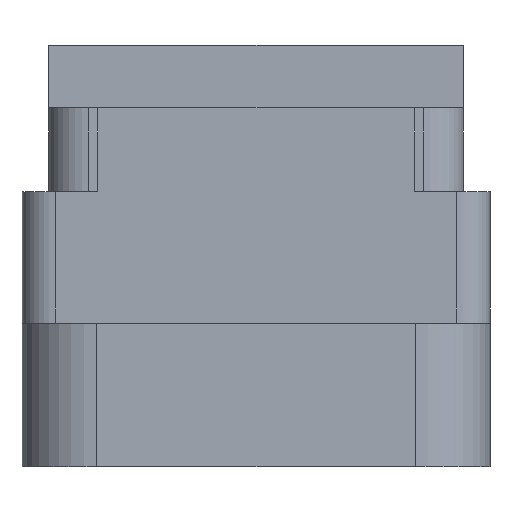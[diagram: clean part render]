
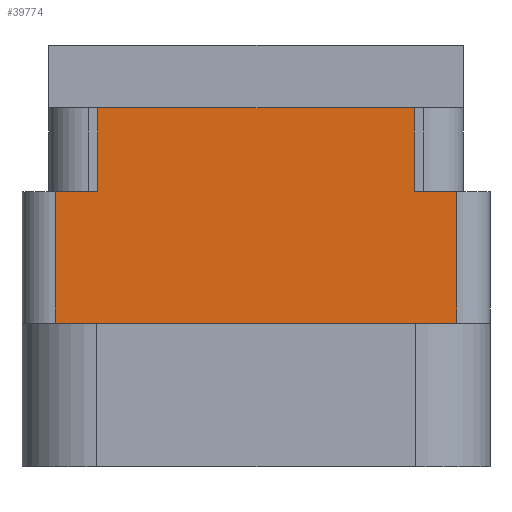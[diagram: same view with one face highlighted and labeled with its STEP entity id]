
A CAD part, left-side view. The second image highlights one B-rep face of the part: STEP entity #39774.
In plain terms, the highlighted planar face has unit normal (-1, 0, 0).
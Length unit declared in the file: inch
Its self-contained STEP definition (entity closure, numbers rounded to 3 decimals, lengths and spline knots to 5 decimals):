
#1751 = CARTESIAN_POINT ( 'NONE',  ( -1.2955, 0.296, -0.274 ) ) ;
#2192 = ORIENTED_EDGE ( 'NONE', *, *, #41471, .F. ) ;
#2559 = CARTESIAN_POINT ( 'NONE',  ( -1.2955, 0.296, -0.274 ) ) ;
#3630 = DIRECTION ( 'NONE',  ( 0., 0., 1. ) ) ;
#4693 = LINE ( 'NONE', #1751, #42750 ) ;
#6289 = DIRECTION ( 'NONE',  ( 0., 0., -1. ) ) ;
#6290 = CARTESIAN_POINT ( 'NONE',  ( -1.2955, 0., -0.274 ) ) ;
#7245 = VECTOR ( 'NONE', #15008, 39.37008 ) ;
#7279 = LINE ( 'NONE', #36983, #37250 ) ;
#7998 = ORIENTED_EDGE ( 'NONE', *, *, #40161, .T. ) ;
#8858 = DIRECTION ( 'NONE',  ( 0., 1., 0. ) ) ;
#10171 = ORIENTED_EDGE ( 'NONE', *, *, #16798, .F. ) ;
#10395 = CARTESIAN_POINT ( 'NONE',  ( -1.2955, -0.376, -0.789 ) ) ;
#11179 = EDGE_CURVE ( 'NONE', #22587, #33259, #4693, .T. ) ;
#11942 = PLANE ( 'NONE',  #23776 ) ;
#12799 = EDGE_LOOP ( 'NONE', ( #28119, #34192, #10171, #7998, #2192, #15428, #44187, #29685 ) ) ;
#13039 = VECTOR ( 'NONE', #39588, 39.37008 ) ;
#14355 = LINE ( 'NONE', #24197, #35088 ) ;
#14369 = CARTESIAN_POINT ( 'NONE',  ( -1.2955, -0.376, -0.52 ) ) ;
#14535 = VERTEX_POINT ( 'NONE', #19546 ) ;
#14633 = CARTESIAN_POINT ( 'NONE',  ( -1.2955, -0.296, -0.274 ) ) ;
#15008 = DIRECTION ( 'NONE',  ( 0., -1., 0. ) ) ;
#15028 = VECTOR ( 'NONE', #8858, 39.37008 ) ;
#15428 = ORIENTED_EDGE ( 'NONE', *, *, #21999, .T. ) ;
#16798 = EDGE_CURVE ( 'NONE', #29951, #23711, #43917, .T. ) ;
#17237 = CARTESIAN_POINT ( 'NONE',  ( -1.2955, -0.296, -0.117 ) ) ;
#19546 = CARTESIAN_POINT ( 'NONE',  ( -1.2955, -0.376, -0.274 ) ) ;
#19741 = VECTOR ( 'NONE', #3630, 39.37008 ) ;
#19763 = EDGE_CURVE ( 'NONE', #33259, #44286, #14355, .T. ) ;
#19831 = CARTESIAN_POINT ( 'NONE',  ( -1.2955, 0.296, -0.117 ) ) ;
#21999 = EDGE_CURVE ( 'NONE', #38567, #44286, #22841, .T. ) ;
#22587 = VERTEX_POINT ( 'NONE', #2559 ) ;
#22841 = LINE ( 'NONE', #29416, #13039 ) ;
#22983 = DIRECTION ( 'NONE',  ( 0., 0., 1. ) ) ;
#23711 = VERTEX_POINT ( 'NONE', #23844 ) ;
#23776 = AXIS2_PLACEMENT_3D ( 'NONE', #26398, #43130, #26102 ) ;
#23844 = CARTESIAN_POINT ( 'NONE',  ( -1.2955, 0.376, -0.52 ) ) ;
#24197 = CARTESIAN_POINT ( 'NONE',  ( -1.2955, 0.438, -0.117 ) ) ;
#26021 = LINE ( 'NONE', #6290, #42913 ) ;
#26102 = DIRECTION ( 'NONE',  ( 0., 0., 1. ) ) ;
#26398 = CARTESIAN_POINT ( 'NONE',  ( -1.2955, -0.438, -0.789 ) ) ;
#28119 = ORIENTED_EDGE ( 'NONE', *, *, #43767, .F. ) ;
#29416 = CARTESIAN_POINT ( 'NONE',  ( -1.2955, -0.296, -0.274 ) ) ;
#29685 = ORIENTED_EDGE ( 'NONE', *, *, #11179, .F. ) ;
#29854 = CARTESIAN_POINT ( 'NONE',  ( -1.2955, 0., -0.52 ) ) ;
#29951 = VERTEX_POINT ( 'NONE', #14369 ) ;
#32804 = LINE ( 'NONE', #43173, #7245 ) ;
#33259 = VERTEX_POINT ( 'NONE', #19831 ) ;
#33482 = DIRECTION ( 'NONE',  ( 0., -1., 0. ) ) ;
#34192 = ORIENTED_EDGE ( 'NONE', *, *, #40403, .T. ) ;
#35029 = LINE ( 'NONE', #10395, #19741 ) ;
#35088 = VECTOR ( 'NONE', #41546, 39.37008 ) ;
#35617 = FACE_OUTER_BOUND ( 'NONE', #12799, .T. ) ;
#36983 = CARTESIAN_POINT ( 'NONE',  ( -1.2955, 0.376, -0.789 ) ) ;
#37250 = VECTOR ( 'NONE', #6289, 39.37008 ) ;
#38567 = VERTEX_POINT ( 'NONE', #14633 ) ;
#39588 = DIRECTION ( 'NONE',  ( 0., 0., 1. ) ) ;
#39774 = ADVANCED_FACE ( 'NONE', ( #35617 ), #11942, .T. ) ;
#40161 = EDGE_CURVE ( 'NONE', #29951, #14535, #35029, .T. ) ;
#40403 = EDGE_CURVE ( 'NONE', #41989, #23711, #7279, .T. ) ;
#41471 = EDGE_CURVE ( 'NONE', #38567, #14535, #32804, .T. ) ;
#41546 = DIRECTION ( 'NONE',  ( 0., -1., 0. ) ) ;
#41989 = VERTEX_POINT ( 'NONE', #44764 ) ;
#42750 = VECTOR ( 'NONE', #22983, 39.37008 ) ;
#42913 = VECTOR ( 'NONE', #33482, 39.37008 ) ;
#43130 = DIRECTION ( 'NONE',  ( -1., 0., 0. ) ) ;
#43173 = CARTESIAN_POINT ( 'NONE',  ( -1.2955, 0., -0.274 ) ) ;
#43767 = EDGE_CURVE ( 'NONE', #41989, #22587, #26021, .T. ) ;
#43917 = LINE ( 'NONE', #29854, #15028 ) ;
#44187 = ORIENTED_EDGE ( 'NONE', *, *, #19763, .F. ) ;
#44286 = VERTEX_POINT ( 'NONE', #17237 ) ;
#44764 = CARTESIAN_POINT ( 'NONE',  ( -1.2955, 0.376, -0.274 ) ) ;
